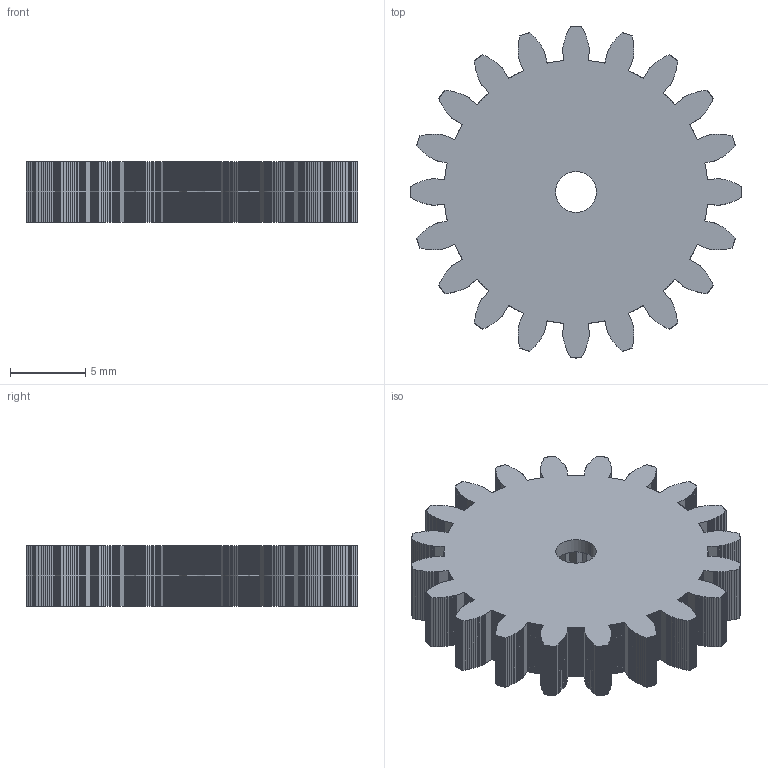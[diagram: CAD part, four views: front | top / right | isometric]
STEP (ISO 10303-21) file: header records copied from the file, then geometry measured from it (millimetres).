
FILE_DESCRIPTION (( 'STEP AP214' ), '1' );
FILE_NAME ('Gear20T_Servo.STEP', '2025-07-13T21:39:36', ( '' ), ( '' ), 'SwSTEP 2.0', 'SolidWorks 2024', '' );
FILE_SCHEMA (( 'AUTOMOTIVE_DESIGN' ));
Length unit declared in the file: millimetre
Products named in the file (1): Gear20T_Servo
Bounding box: 22 x 22 x 4 mm (x, y, z)
Volume: 1163.4 mm3; surface area: 1208.2 mm2
Topology: 1 solids, 1 shells, 1605 faces, 4806 edges, 3204 vertices
Faces by surface type: plane 1603, cylinder 2
Entity records: 52931 total; most frequent: CARTESIAN_POINT 9616, ORIENTED_EDGE 9612, DIRECTION 8022, EDGE_CURVE 4806, VECTOR 4802, LINE 4802, VERTEX_POINT 3204, AXIS2_PLACEMENT_3D 1610
